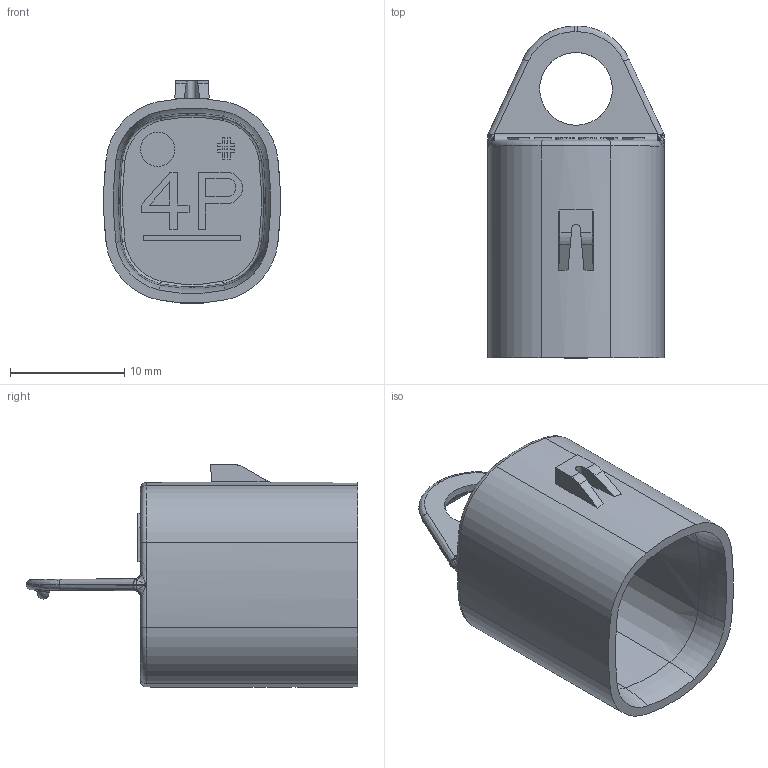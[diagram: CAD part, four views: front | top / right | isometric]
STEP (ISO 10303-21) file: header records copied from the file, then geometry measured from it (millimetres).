
FILE_DESCRIPTION((''),'2;1');
FILE_NAME('SC03-2020A-B003_NCF_ASM','2023-06-29T11:33:34',('20077268'),(''),'CREO PARAMETRIC BY PTC INC, 2017110','CREO PARAMETRIC BY PTC INC, 2017110','');
FILE_SCHEMA(('CONFIG_CONTROL_DESIGN'));
Length unit declared in the file: millimetre
Products named in the file (2): PC03-2020A-B003_NCF; SC03-2020A-B003_NCF_ASM
Assembly tree (1 placements, depth 2):
  SC03-2020A-B003_NCF_ASM
    PC03-2020A-B003_NCF
Bounding box: 15.44 x 29 x 19.47 mm (x, y, z)
Volume: 1536.7 mm3; surface area: 2572.6 mm2
Topology: 1 solids, 1 shells, 439 faces, 1165 edges, 754 vertices
Faces by surface type: plane 236, bspline 126, cylinder 33, torus 30, cone 10, sphere 4
Entity records: 18349 total; most frequent: CARTESIAN_POINT 8182, ORIENTED_EDGE 2330, DIRECTION 1693, EDGE_CURVE 1165, VECTOR 755, LINE 755, VERTEX_POINT 754, AXIS2_PLACEMENT_3D 469
